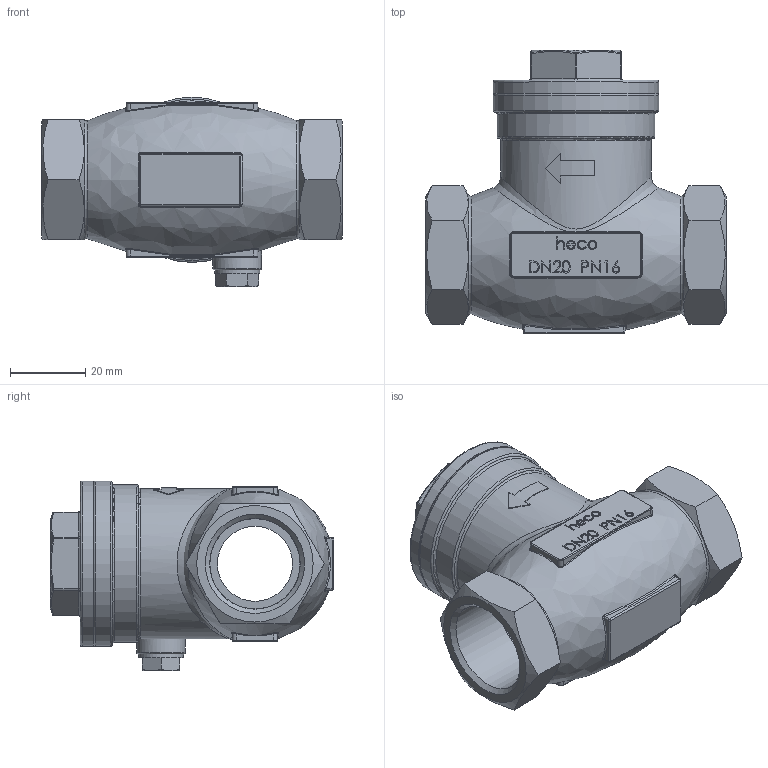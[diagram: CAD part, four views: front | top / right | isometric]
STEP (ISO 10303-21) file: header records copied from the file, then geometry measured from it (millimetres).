
FILE_DESCRIPTION (( 'STEP AP214' ), '1' );
FILE_NAME ('RÜ-034-000-4 Rückschlagklappe heco.STEP', '2013-09-30T12:34:22', ( 'test' ), ( '' ), 'SwSTEP 2.0', 'SolidWorks 2011', '' );
FILE_SCHEMA (( 'AUTOMOTIVE_DESIGN' ));
Length unit declared in the file: millimetre
Products named in the file (1): RÜ-034-000-4 Rückschlagklappe heco
Bounding box: 80 x 75.5 x 50.5 mm (x, y, z)
Volume: 64099.8 mm3; surface area: 26688.5 mm2
Topology: 1 solids, 1 shells, 557 faces, 1407 edges, 897 vertices
Faces by surface type: plane 234, bspline 223, cylinder 48, torus 32, cone 14, sphere 6
Full cylindrical faces by diameter (mm): 12 x1, 13 x1, 20 x1, 24 x1, 24.12 x2, 30 x1, 40 x1, 42 x1, 44 x2
Entity records: 35738 total; most frequent: CARTESIAN_POINT 18040, ORIENTED_EDGE 2694, DIRECTION 1715, EDGE_CURVE 1347, VERTEX_POINT 876, VECTOR 685, LINE 685, EDGE_LOOP 643
